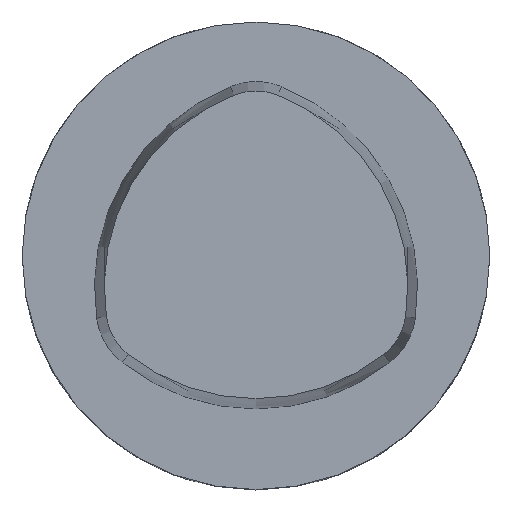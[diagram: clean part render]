
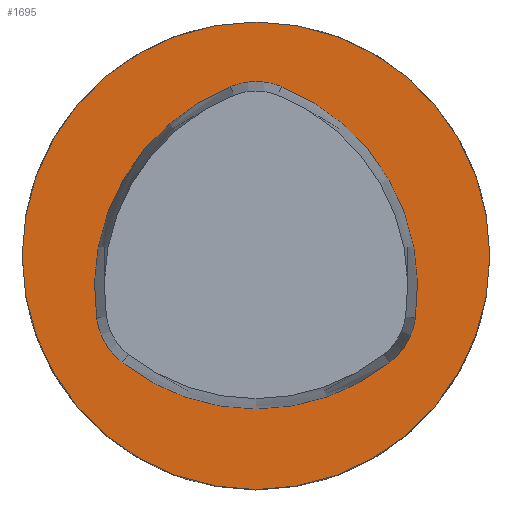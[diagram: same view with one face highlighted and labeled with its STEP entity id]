
A CAD part, top view. The second image highlights one B-rep face of the part: STEP entity #1695.
In plain terms, the highlighted planar face has unit normal (0, 0, 1).
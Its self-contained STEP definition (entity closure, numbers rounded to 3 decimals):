
#1695=ADVANCED_FACE('',(#2227),#2000,.T.);
#2000=PLANE('',#6335);
#2227=FACE_OUTER_BOUND('',#2552,.T.);
#2552=EDGE_LOOP('',(#3567));
#3567=ORIENTED_EDGE('',*,*,#5818,.F.);
#5106=VERTEX_POINT('',#9958);
#5818=EDGE_CURVE('',#5106,#5106,#6090,.T.);
#6090=CIRCLE('',#6329,20.);
#6329=AXIS2_PLACEMENT_3D('',#9957,#7362,#7363);
#6335=AXIS2_PLACEMENT_3D('',#9976,#7378,#7379);
#7362=DIRECTION('',(0.,0.,-1.));
#7363=DIRECTION('',(1.,0.,0.));
#7378=DIRECTION('',(0.,0.,1.));
#7379=DIRECTION('',(-1.,0.,0.));
#9957=CARTESIAN_POINT('',(0.,0.,0.));
#9958=CARTESIAN_POINT('',(20.,0.,0.));
#9976=CARTESIAN_POINT('',(0.,0.,0.));
